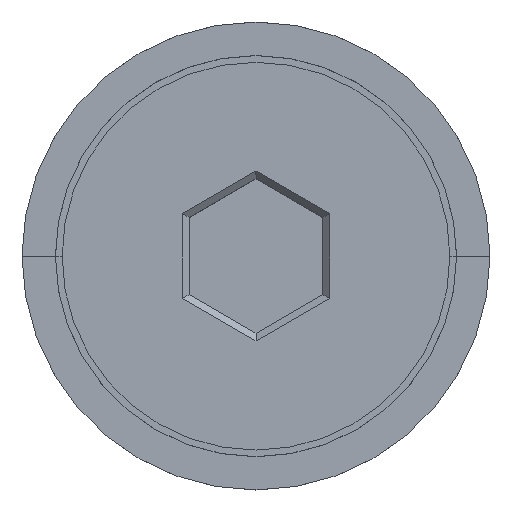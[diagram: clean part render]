
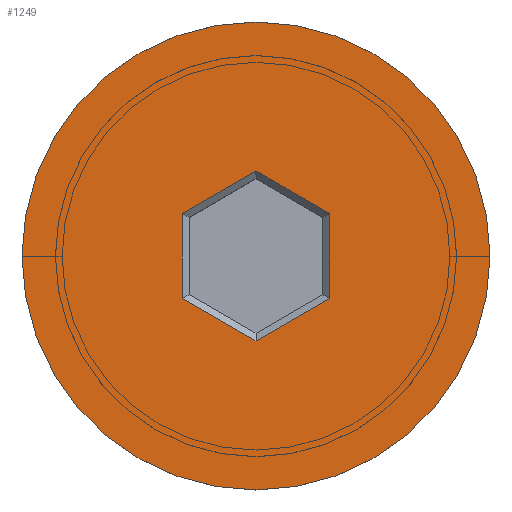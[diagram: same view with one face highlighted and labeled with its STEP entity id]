
A CAD part, top view. The second image highlights one B-rep face of the part: STEP entity #1249.
In plain terms, the highlighted planar face has unit normal (0, 0, 1).
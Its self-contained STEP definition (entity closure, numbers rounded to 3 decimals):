
#4 = EDGE_CURVE ( 'NONE', #1441, #389, #710, .T. ) ;
#26 = AXIS2_PLACEMENT_3D ( 'NONE', #608, #1094, #1581 ) ;
#39 = CARTESIAN_POINT ( 'NONE',  ( 0., 0., 0. ) ) ;
#81 = EDGE_CURVE ( 'NONE', #533, #146, #623, .T. ) ;
#103 = ORIENTED_EDGE ( 'NONE', *, *, #932, .T. ) ;
#146 = VERTEX_POINT ( 'NONE', #685 ) ;
#206 = CARTESIAN_POINT ( 'NONE',  ( -3.5, 0., 0. ) ) ;
#214 = FACE_BOUND ( 'NONE', #581, .T. ) ;
#232 = CARTESIAN_POINT ( 'NONE',  ( 0.05, -1.241, 0. ) ) ;
#237 = DIRECTION ( 'NONE',  ( -0.866, -0.5, 0. ) ) ;
#242 = VECTOR ( 'NONE', #753, 1000. ) ;
#250 = DIRECTION ( 'NONE',  ( 0., -1., 0. ) ) ;
#278 = AXIS2_PLACEMENT_3D ( 'NONE', #39, #421, #988 ) ;
#286 = VERTEX_POINT ( 'NONE', #371 ) ;
#304 = EDGE_CURVE ( 'NONE', #286, #1546, #1489, .T. ) ;
#338 = EDGE_CURVE ( 'NONE', #146, #933, #1223, .T. ) ;
#371 = CARTESIAN_POINT ( 'NONE',  ( 3.5, 0., 0. ) ) ;
#386 = CARTESIAN_POINT ( 'NONE',  ( -1.1, -0.635, 0. ) ) ;
#387 = ORIENTED_EDGE ( 'NONE', *, *, #4, .T. ) ;
#389 = VERTEX_POINT ( 'NONE', #1367 ) ;
#390 = DIRECTION ( 'NONE',  ( 0.866, 0.5, 0. ) ) ;
#421 = DIRECTION ( 'NONE',  ( 0., 0., 1. ) ) ;
#465 = VECTOR ( 'NONE', #390, 1000. ) ;
#516 = LINE ( 'NONE', #1462, #1137 ) ;
#533 = VERTEX_POINT ( 'NONE', #386 ) ;
#551 = VECTOR ( 'NONE', #237, 1000. ) ;
#581 = EDGE_LOOP ( 'NONE', ( #1250, #1010, #103, #817, #387, #1127 ) ) ;
#603 = VECTOR ( 'NONE', #1330, 1000. ) ;
#608 = CARTESIAN_POINT ( 'NONE',  ( 0., 0., 0. ) ) ;
#623 = LINE ( 'NONE', #847, #603 ) ;
#685 = CARTESIAN_POINT ( 'NONE',  ( -1.1, 0.635, 0. ) ) ;
#708 = DIRECTION ( 'NONE',  ( 0., 0., 1. ) ) ;
#710 = LINE ( 'NONE', #232, #551 ) ;
#736 = EDGE_CURVE ( 'NONE', #902, #1441, #516, .T. ) ;
#753 = DIRECTION ( 'NONE',  ( 0.866, -0.5, 0. ) ) ;
#800 = CARTESIAN_POINT ( 'NONE',  ( 1.1, 0.635, 0. ) ) ;
#817 = ORIENTED_EDGE ( 'NONE', *, *, #736, .T. ) ;
#847 = CARTESIAN_POINT ( 'NONE',  ( -1.1, 0.577, 0. ) ) ;
#851 = ORIENTED_EDGE ( 'NONE', *, *, #304, .T. ) ;
#902 = VERTEX_POINT ( 'NONE', #800 ) ;
#924 = CARTESIAN_POINT ( 'NONE',  ( 0., 0., 0. ) ) ;
#932 = EDGE_CURVE ( 'NONE', #933, #902, #1465, .T. ) ;
#933 = VERTEX_POINT ( 'NONE', #1345 ) ;
#978 = EDGE_CURVE ( 'NONE', #1546, #286, #1028, .T. ) ;
#988 = DIRECTION ( 'NONE',  ( 1., 0., 0. ) ) ;
#1010 = ORIENTED_EDGE ( 'NONE', *, *, #338, .T. ) ;
#1028 = CIRCLE ( 'NONE', #278, 3.5 ) ;
#1094 = DIRECTION ( 'NONE',  ( 0., 0., 1. ) ) ;
#1103 = CARTESIAN_POINT ( 'NONE',  ( 1.05, 0.664, 0. ) ) ;
#1127 = ORIENTED_EDGE ( 'NONE', *, *, #1129, .T. ) ;
#1129 = EDGE_CURVE ( 'NONE', #389, #533, #1377, .T. ) ;
#1130 = CARTESIAN_POINT ( 'NONE',  ( 1.1, -0.635, 0. ) ) ;
#1131 = EDGE_LOOP ( 'NONE', ( #851, #1603 ) ) ;
#1137 = VECTOR ( 'NONE', #250, 1000. ) ;
#1151 = DIRECTION ( 'NONE',  ( -0.866, 0.5, 0. ) ) ;
#1217 = PLANE ( 'NONE',  #1568 ) ;
#1223 = LINE ( 'NONE', #1346, #465 ) ;
#1249 = ADVANCED_FACE ( 'NONE', ( #214, #1556 ), #1217, .T. ) ;
#1250 = ORIENTED_EDGE ( 'NONE', *, *, #81, .T. ) ;
#1298 = DIRECTION ( 'NONE',  ( 1., 0., 0. ) ) ;
#1330 = DIRECTION ( 'NONE',  ( 0., 1., 0. ) ) ;
#1345 = CARTESIAN_POINT ( 'NONE',  ( 0., 1.27, 0. ) ) ;
#1346 = CARTESIAN_POINT ( 'NONE',  ( -0.05, 1.241, 0. ) ) ;
#1367 = CARTESIAN_POINT ( 'NONE',  ( 0., -1.27, 0. ) ) ;
#1377 = LINE ( 'NONE', #1401, #1434 ) ;
#1401 = CARTESIAN_POINT ( 'NONE',  ( -1.05, -0.664, 0. ) ) ;
#1434 = VECTOR ( 'NONE', #1151, 1000. ) ;
#1441 = VERTEX_POINT ( 'NONE', #1130 ) ;
#1462 = CARTESIAN_POINT ( 'NONE',  ( 1.1, -0.577, 0. ) ) ;
#1465 = LINE ( 'NONE', #1103, #242 ) ;
#1489 = CIRCLE ( 'NONE', #26, 3.5 ) ;
#1546 = VERTEX_POINT ( 'NONE', #206 ) ;
#1556 = FACE_OUTER_BOUND ( 'NONE', #1131, .T. ) ;
#1568 = AXIS2_PLACEMENT_3D ( 'NONE', #924, #708, #1298 ) ;
#1581 = DIRECTION ( 'NONE',  ( 1., 0., 0. ) ) ;
#1603 = ORIENTED_EDGE ( 'NONE', *, *, #978, .T. ) ;
